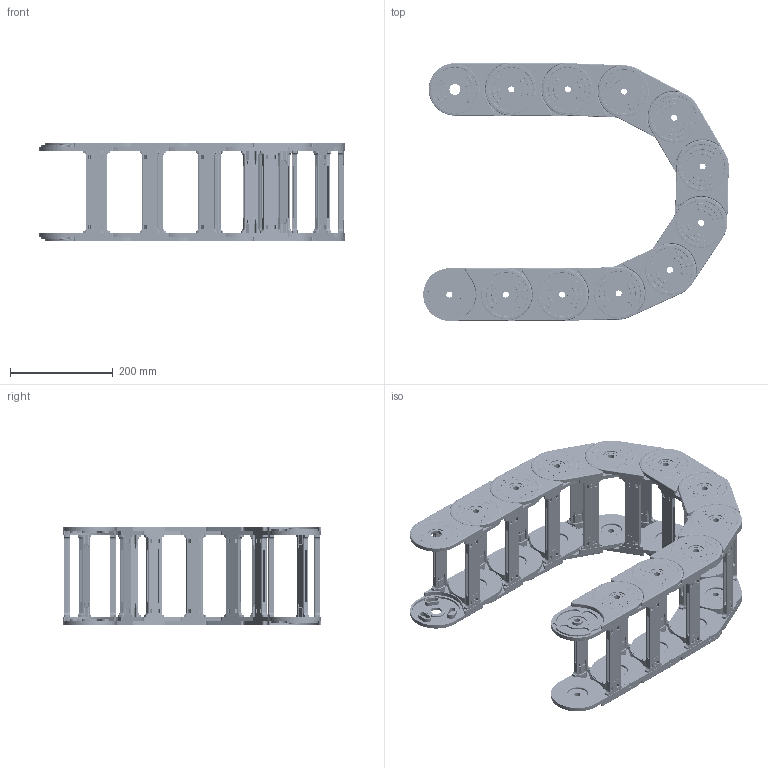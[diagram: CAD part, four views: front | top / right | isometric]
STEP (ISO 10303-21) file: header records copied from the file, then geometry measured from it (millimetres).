
FILE_DESCRIPTION (( 'STEP AP214' ), '1' );
FILE_NAME ('CK80-A160-R200.STEP', '2019-09-12T12:29:25', ( '' ), ( '' ), 'SwSTEP 2.0', 'SolidWorks 2017', '' );
FILE_SCHEMA (( 'AUTOMOTIVE_DESIGN' ));
Length unit declared in the file: millimetre
Products named in the file (2): CK80-A160-R200; CK80-A080
Assembly tree (11 placements, depth 2):
  CK80-A160-R200
    CK80-A080  x11
Bounding box: 595.84 x 502.12 x 192.66 mm (x, y, z)
Volume: 3786108.8 mm3; surface area: 1989986.7 mm2
Topology: 55 solids, 121 shells, 12584 faces, 32450 edges, 20812 vertices
Faces by surface type: plane 4686, cylinder 4510, bspline 2266, torus 902, sphere 220
Entity records: 44442 total; most frequent: CARTESIAN_POINT 17946, ORIENTED_EDGE 5876, DIRECTION 5120, EDGE_CURVE 2938, VERTEX_POINT 1892, AXIS2_PLACEMENT_3D 1818, LINE 1484, VECTOR 1484
